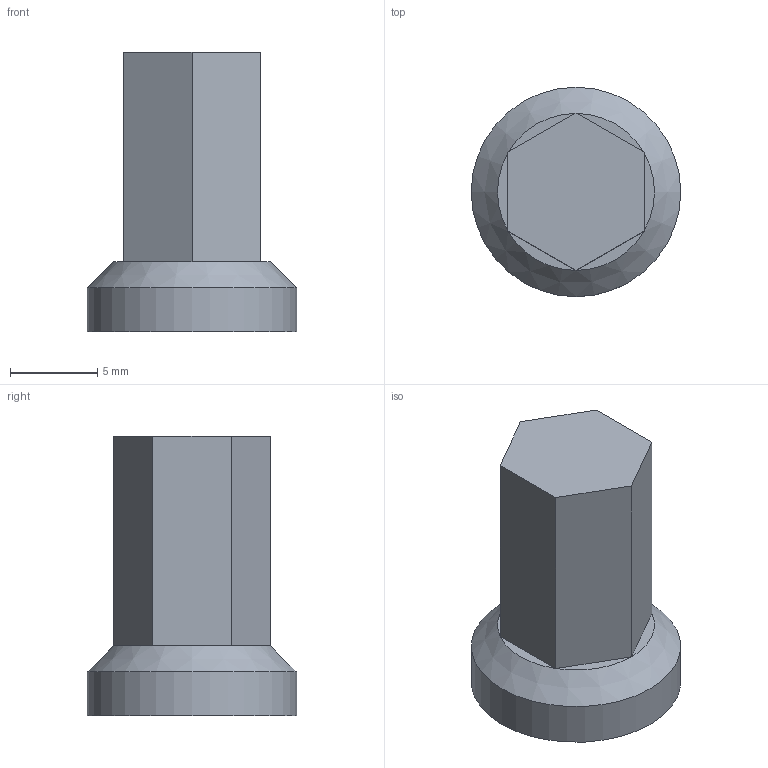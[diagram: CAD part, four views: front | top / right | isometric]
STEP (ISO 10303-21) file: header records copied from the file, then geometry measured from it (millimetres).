
FILE_DESCRIPTION(('FreeCAD Model'),'2;1');
FILE_NAME('Knob.step', '2020-06-25T22:07:11',('Author'),(''), 'Open CASCADE STEP processor 7.3','FreeCAD','Unknown');
FILE_SCHEMA(('AUTOMOTIVE_DESIGN { 1 0 10303 214 1 1 1 1 }'));
Length unit declared in the file: millimetre
Products named in the file (1): Pocket001
Bounding box: 12 x 12 x 16 mm (x, y, z)
Volume: 604 mm3; surface area: 930.1 mm2
Topology: 1 solids, 1 shells, 20 faces, 35 edges, 19 vertices
Faces by surface type: plane 16, cylinder 3, cone 1
Full cylindrical faces by diameter (mm): 6.2 x1, 10 x1, 12 x1
Entity records: 945 total; most frequent: DIRECTION 157, CARTESIAN_POINT 153, LINE 78, VECTOR 78, ORIENTED_EDGE 70, PCURVE 70, DEFINITIONAL_REPRESENTATION 70, EDGE_CURVE 35
